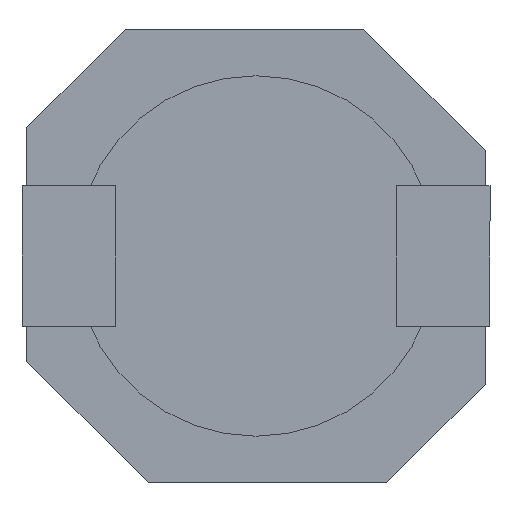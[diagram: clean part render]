
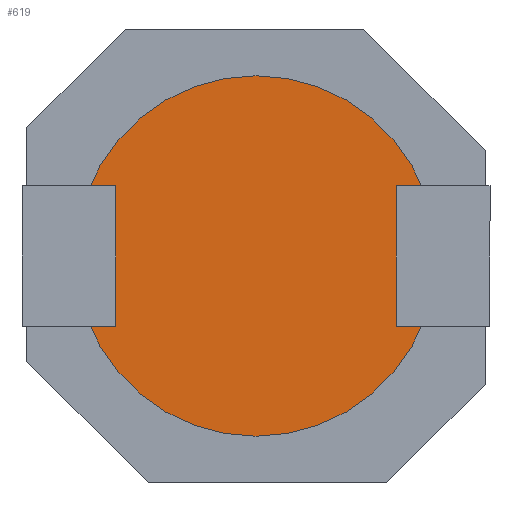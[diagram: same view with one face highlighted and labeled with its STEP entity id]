
A CAD part, front view. The second image highlights one B-rep face of the part: STEP entity #619.
In plain terms, the highlighted planar face has unit normal (0, -1, 0).
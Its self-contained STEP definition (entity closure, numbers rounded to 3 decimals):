
#31 = CIRCLE ( 'NONE', #206, 3.85 ) ;
#88 = EDGE_CURVE ( 'NONE', #485, #615, #117, .T. ) ;
#117 = CIRCLE ( 'NONE', #164, 3.85 ) ;
#164 = AXIS2_PLACEMENT_3D ( 'NONE', #680, #329, #825 ) ;
#206 = AXIS2_PLACEMENT_3D ( 'NONE', #649, #661, #577 ) ;
#219 = CARTESIAN_POINT ( 'NONE',  ( 0., 0., 3.85 ) ) ;
#228 = PLANE ( 'NONE',  #629 ) ;
#235 = EDGE_LOOP ( 'NONE', ( #431, #315 ) ) ;
#315 = ORIENTED_EDGE ( 'NONE', *, *, #560, .T. ) ;
#329 = DIRECTION ( 'NONE',  ( 0., -1., 0. ) ) ;
#381 = FACE_OUTER_BOUND ( 'NONE', #235, .T. ) ;
#431 = ORIENTED_EDGE ( 'NONE', *, *, #88, .T. ) ;
#485 = VERTEX_POINT ( 'NONE', #219 ) ;
#514 = DIRECTION ( 'NONE',  ( 0., 0., 1. ) ) ;
#520 = DIRECTION ( 'NONE',  ( 0., 1., 0. ) ) ;
#560 = EDGE_CURVE ( 'NONE', #615, #485, #31, .T. ) ;
#577 = DIRECTION ( 'NONE',  ( 0., 0., 1. ) ) ;
#615 = VERTEX_POINT ( 'NONE', #863 ) ;
#619 = ADVANCED_FACE ( 'NONE', ( #381 ), #228, .F. ) ;
#629 = AXIS2_PLACEMENT_3D ( 'NONE', #796, #520, #514 ) ;
#649 = CARTESIAN_POINT ( 'NONE',  ( 0., 0., 0. ) ) ;
#661 = DIRECTION ( 'NONE',  ( 0., -1., 0. ) ) ;
#680 = CARTESIAN_POINT ( 'NONE',  ( 0., 0., 0. ) ) ;
#796 = CARTESIAN_POINT ( 'NONE',  ( 0., 0., 0. ) ) ;
#825 = DIRECTION ( 'NONE',  ( 0., 0., 1. ) ) ;
#863 = CARTESIAN_POINT ( 'NONE',  ( 0., 0., -3.85 ) ) ;
